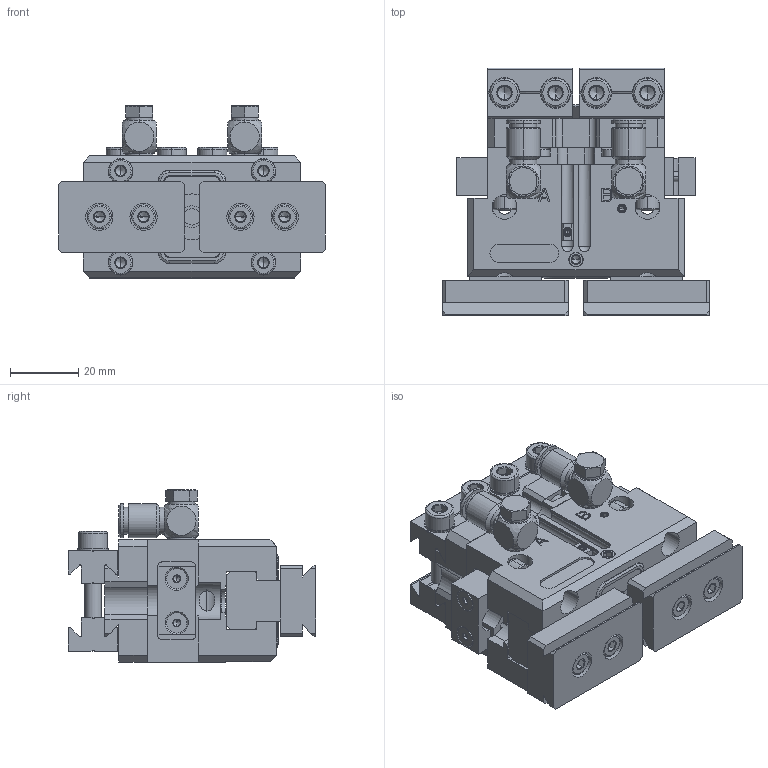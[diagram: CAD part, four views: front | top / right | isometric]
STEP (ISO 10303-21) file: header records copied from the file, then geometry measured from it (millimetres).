
FILE_DESCRIPTION((''),'2;1');
FILE_NAME('3804250154_FGA_JGP64_KIT_ASM','2019-10-10T13:51:22',('U004522'),('SCHUNK GmbH & Co. KG'),'CREO PARAMETRIC BY PTC INC, 2018190','CREO PARAMETRIC BY PTC INC, 2018190','');
FILE_SCHEMA(('CONFIG_CONTROL_DESIGN','SHAPE_APPEARANCE_LAYERS_GROUPS'));
Length unit declared in the file: millimetre
Products named in the file (29): 5517085_JGP_64_GEH; 9948707_JGP_64_KAB; 9948707_JGP_64_KSC; 9948707_JGP_64_KAB_KSC_ASM; 5517090_JGP_64_1_GBA; 5511265_PGNPLUS_64_DEC; 9646015_JGP_64_HAL; DEI10642_M003X010_10_9; DIN7984_M003X006_8_8; ISO4026_M003X003_45H; ISO4026_M005X004_45H; 3052999946_ANS_MMS-P; ISO4026_M002_5X003_45H; 3052999946_ANS_MMS-P_ASM; 0308620_JGP_64_1_ASM; 1399227_AGS_1-64-04-58-00-ADA_1; AGS_WASHER_SIS-4; DEI4762_M004X022_12_9; 1399227_AGS_1-64-04-58-00-ADA_ASM; 1333631_AGS_1-25-50-42-00-PPV_1; 1333631_AGS_1-25-50-42-00-PPV_2; AGS_WASHER_SIS-5; DEI4762_M005X030_12_9; 1333631_AGS_1-25-50-42-00-PPV_ASM; 1406994_AGS_1-64-51-58-00-002_1; DEI4762_M004X014_12_9; 1406994_AGS_1-64-51-58-00-002_ASM; 9936171_SWV_M5-6; 3804250154_FGA_JGP64_KIT_ASM
Assembly tree (56 placements, depth 4):
  3804250154_FGA_JGP64_KIT_ASM
    0308620_JGP_64_1_ASM
      5517085_JGP_64_GEH
      9948707_JGP_64_KAB_KSC_ASM
        9948707_JGP_64_KAB
        9948707_JGP_64_KSC
      5517090_JGP_64_1_GBA  x2
      5511265_PGNPLUS_64_DEC
      9646015_JGP_64_HAL  x2
      DEI10642_M003X010_10_9  x4
      DIN7984_M003X006_8_8  x4
      ISO4026_M003X003_45H  x4
      ISO4026_M005X004_45H  x4
      3052999946_ANS_MMS-P_ASM
        3052999946_ANS_MMS-P
        ISO4026_M002_5X003_45H
    1399227_AGS_1-64-04-58-00-ADA_ASM
      1399227_AGS_1-64-04-58-00-ADA_1
      AGS_WASHER_SIS-4  x4
      DEI4762_M004X022_12_9  x4
    1333631_AGS_1-25-50-42-00-PPV_ASM  x2
      1333631_AGS_1-25-50-42-00-PPV_1
      1333631_AGS_1-25-50-42-00-PPV_2
      AGS_WASHER_SIS-5
      DEI4762_M005X030_12_9
    1406994_AGS_1-64-51-58-00-002_ASM  x2
      1406994_AGS_1-64-51-58-00-002_1
      AGS_WASHER_SIS-4
      DEI4762_M004X014_12_9
    9936171_SWV_M5-6  x2
Bounding box: 78.5 x 72.8 x 50.6 mm (x, y, z)
Volume: 118922.1 mm3; surface area: 67281.7 mm2
Topology: 59 solids, 59 shells, 2107 faces, 5151 edges, 3131 vertices
Faces by surface type: plane 1021, cylinder 524, cone 484, torus 72, sphere 6
Entity records: 44621 total; most frequent: CARTESIAN_POINT 7344, DIRECTION 6180, ORIENTED_EDGE 5808, EDGE_CURVE 2904, PRESENTATION_STYLE_ASSIGNMENT 2655, STYLED_ITEM 2648, CURVE_STYLE 2625, AXIS2_PLACEMENT_3D 2166
